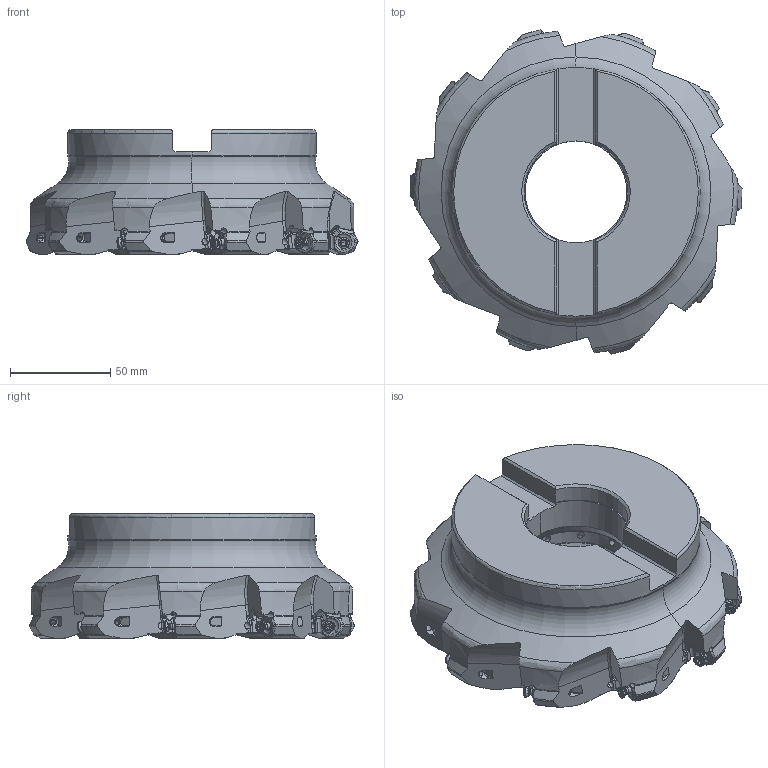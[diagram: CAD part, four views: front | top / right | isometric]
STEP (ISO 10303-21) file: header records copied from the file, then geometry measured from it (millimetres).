
FILE_DESCRIPTION(/* description */ (''),/* implementation_level */ '2;1');
FILE_NAME(/* name */ 'AHX475SUR0610FA.stp',/* time_stamp */ '2017-10-10T15:50:44+09:00',/* author */ (''),/* organization */ (''),/* preprocessor_version */ 'ST-DEVELOPER v16',/* originating_system */ 'SIEMENS PLM Software NX 10.0',/* authorisation */ '');
FILE_SCHEMA (('AUTOMOTIVE_DESIGN { 1 0 10303 214 3 1 1 1 }'));
Products named in the file (1): AHX475SUR0610FA_ASM
Bounding box: 165.64 x 161.83 x 62.18 mm (x, y, z)
Volume: 717352.9 mm3; surface area: 80664.6 mm2
Topology: 11 solids, 11 shells, 1350 faces, 3802 edges, 2464 vertices
Faces by surface type: cylinder 542, torus 286, plane 270, cone 132, extrusion 60, bspline 40, sphere 20
Entity records: 55437 total; most frequent: CARTESIAN_POINT 21028, ORIENTED_EDGE 7564, DIRECTION 6943, EDGE_CURVE 3782, AXIS2_PLACEMENT_3D 2906, VERTEX_POINT 2464, EDGE_LOOP 1402, ADVANCED_FACE 1350
